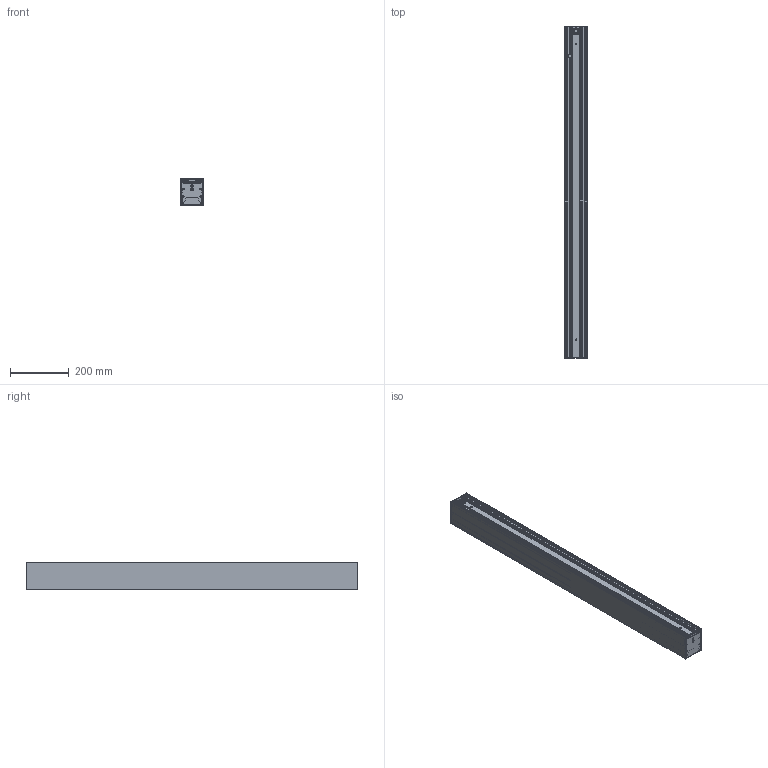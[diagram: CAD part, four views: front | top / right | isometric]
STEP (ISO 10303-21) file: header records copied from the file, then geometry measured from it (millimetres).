
FILE_DESCRIPTION(/* description */ ('This is a sample STEP configuration'),/* implementation_level */ '2;1');
FILE_NAME(/* name */ '728-101043xxxxxx SIMPLE.ipt_Rev_00.1.stp',/* time_stamp */ '2023-03-31T05:44:13+02:00',/* author */ ('powerJobs'),/* organization */ ('coolOrange'),/* preprocessor_version */ 'ST-DEVELOPER v19.2',/* originating_system */ 'Autodesk Inventor 2023',/* authorisation */ '');
FILE_SCHEMA (('AUTOMOTIVE_DESIGN { 1 0 10303 214 3 1 1 }'));
Products named in the file (1): ENG000025877
Bounding box: 76.2 x 1131 x 90.5 mm (x, y, z)
Volume: 1029955 mm3; surface area: 1100173.3 mm2
Topology: 1 solids, 1 shells, 1814 faces, 4620 edges, 2813 vertices
Faces by surface type: cylinder 803, plane 567, bspline 252, torus 92, sphere 72, cone 28
Full cylindrical faces by diameter (mm): 5.2 x2, 8.667 x2, 10 x2, 12 x1, 13.5 x2, 20 x1, 24 x2
Entity records: 61800 total; most frequent: CARTESIAN_POINT 17957, DIRECTION 9401, ORIENTED_EDGE 9210, EDGE_CURVE 4605, AXIS2_PLACEMENT_3D 3567, VERTEX_POINT 2813, LINE 2267, VECTOR 2267
